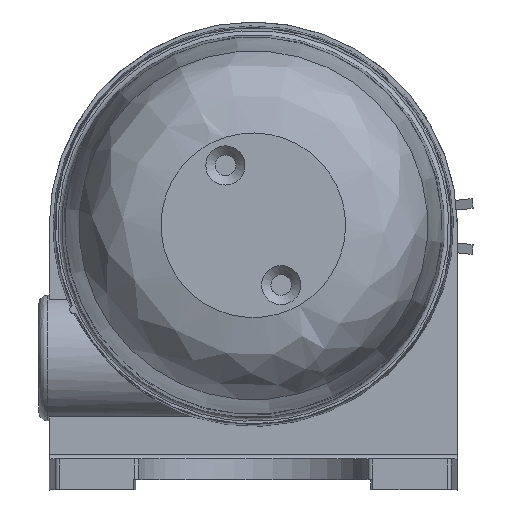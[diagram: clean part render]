
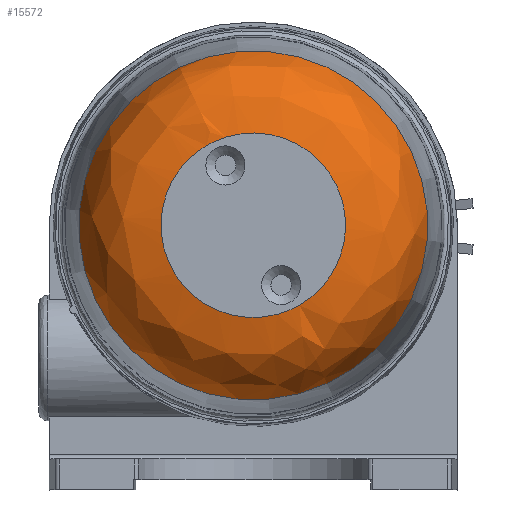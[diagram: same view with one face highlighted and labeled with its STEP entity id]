
A CAD part, top view. The second image highlights one B-rep face of the part: STEP entity #15572.
In plain terms, the highlighted free-form (B-spline) face has degree [3, 3] with [4, 7] control points.
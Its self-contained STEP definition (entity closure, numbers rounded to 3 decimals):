
#7242 = CARTESIAN_POINT ( 'NONE',  ( -31.113, -39.205, 150. ) ) ;
#7253 = CARTESIAN_POINT ( 'NONE',  ( 31.113, 39.205, 150. ) ) ;
#7259 = CARTESIAN_POINT ( 'NONE',  ( -9.46, 20.286, 150. ) ) ;
#7260 = CARTESIAN_POINT ( 'NONE',  ( 50.032, -1.367, 150. ) ) ;
#7263 = CARTESIAN_POINT ( 'NONE',  ( 9.46, -20.286, 150. ) ) ;
#7264 = CARTESIAN_POINT ( 'NONE',  ( -9.46, 20.286, 150. ) ) ;
#7267 = CARTESIAN_POINT ( 'NONE',  ( -50.032, 1.367, 150. ) ) ;
#8248 = CARTESIAN_POINT ( 'NONE',  ( -9.46, 20.286, 150. ) ) ;
#8279 = VERTEX_POINT ( 'NONE', #8248 ) ;
#8323 = CARTESIAN_POINT ( 'NONE',  ( -17.881, 38.347, 131.7 ) ) ;
#8335 = VERTEX_POINT ( 'NONE', #8323 ) ;
#9760 =( BOUNDED_CURVE ( )  B_SPLINE_CURVE ( 3, ( #7259, #7253, #7260, #7263, #7242, #7267, #7264 ),
 .UNSPECIFIED., .T., .T. ) 
 B_SPLINE_CURVE_WITH_KNOTS ( ( 4, 3, 4 ),
 ( 0., 0.5, 1. ),
 .UNSPECIFIED. ) 
 CURVE ( )  GEOMETRIC_REPRESENTATION_ITEM ( )  RATIONAL_B_SPLINE_CURVE ( ( 1., 0.333, 0.333, 1., 0.333, 0.333, 1. ) ) 
 REPRESENTATION_ITEM ( '' )  );
#9769 =( BOUNDED_SURFACE ( )  B_SPLINE_SURFACE ( 3, 3, ( 
 ( #25233, #25243, #25223, #25228, #25197, #25213, #25245 ),
 ( #25191, #25227, #25246, #25203, #25238, #25202, #25236 ),
 ( #25211, #25237, #25212, #25226, #25204, #25201, #25215 ),
 ( #25242, #25231, #25234, #25210, #25217, #25205, #25244 ) ),
 .UNSPECIFIED., .F., .F., .F. ) 
 B_SPLINE_SURFACE_WITH_KNOTS ( ( 4, 4 ),
 ( 4, 3, 4 ),
 ( 0., 1. ),
 ( 0., 0.5, 1. ),
 .UNSPECIFIED. ) 
 GEOMETRIC_REPRESENTATION_ITEM ( )  RATIONAL_B_SPLINE_SURFACE ( (
 ( 1., 0.333, 0.333, 1., 0.333, 0.333, 1.),
 ( 0.824, 0.275, 0.275, 0.824, 0.275, 0.275, 0.824),
 ( 0.824, 0.275, 0.275, 0.824, 0.275, 0.275, 0.824),
 ( 1., 0.333, 0.333, 1., 0.333, 0.333, 1.) ) ) 
 REPRESENTATION_ITEM ( '' )  SURFACE ( )  );
#10191 = AXIS2_PLACEMENT_3D ( 'NONE', #19243, #19269, #19280 ) ;
#10218 = CIRCLE ( 'NONE', #10191, 42.311 ) ;
#14122 = EDGE_CURVE ( 'NONE', #8279, #8279, #9760, .T. ) ;
#14183 = EDGE_CURVE ( 'NONE', #8335, #8335, #10218, .T. ) ;
#15572 = ADVANCED_FACE ( 'NONE', ( #25209, #25235 ), #9769, .T. ) ;
#19243 = CARTESIAN_POINT ( 'NONE',  ( 0., 0., 131.7 ) ) ;
#19269 = DIRECTION ( 'NONE',  ( 0., 0., -1. ) ) ;
#19280 = DIRECTION ( 'NONE',  ( -0.423, 0.906, 0. ) ) ;
#25191 = CARTESIAN_POINT ( 'NONE',  ( -17.488, 37.504, 142.6 ) ) ;
#25197 = CARTESIAN_POINT ( 'NONE',  ( -58.812, -74.11, 131.7 ) ) ;
#25201 = CARTESIAN_POINT ( 'NONE',  ( -74.486, 2.035, 150. ) ) ;
#25202 = CARTESIAN_POINT ( 'NONE',  ( -92.497, 2.527, 142.6 ) ) ;
#25203 = CARTESIAN_POINT ( 'NONE',  ( 17.488, -37.504, 142.6 ) ) ;
#25204 = CARTESIAN_POINT ( 'NONE',  ( -46.319, -58.367, 150. ) ) ;
#25205 = CARTESIAN_POINT ( 'NONE',  ( -50.032, 1.367, 150. ) ) ;
#25209 = FACE_OUTER_BOUND ( 'NONE', #28663, .T. ) ;
#25210 = CARTESIAN_POINT ( 'NONE',  ( 9.46, -20.286, 150. ) ) ;
#25211 = CARTESIAN_POINT ( 'NONE',  ( -14.083, 30.201, 150. ) ) ;
#25212 = CARTESIAN_POINT ( 'NONE',  ( 74.486, -2.035, 150. ) ) ;
#25213 = CARTESIAN_POINT ( 'NONE',  ( -94.575, 2.584, 131.7 ) ) ;
#25215 = CARTESIAN_POINT ( 'NONE',  ( -14.083, 30.201, 150. ) ) ;
#25217 = CARTESIAN_POINT ( 'NONE',  ( -31.113, -39.205, 150. ) ) ;
#25223 = CARTESIAN_POINT ( 'NONE',  ( 94.575, -2.584, 131.7 ) ) ;
#25226 = CARTESIAN_POINT ( 'NONE',  ( 14.083, -30.201, 150. ) ) ;
#25227 = CARTESIAN_POINT ( 'NONE',  ( 57.52, 72.481, 142.6 ) ) ;
#25228 = CARTESIAN_POINT ( 'NONE',  ( 17.881, -38.347, 131.7 ) ) ;
#25231 = CARTESIAN_POINT ( 'NONE',  ( 31.113, 39.205, 150. ) ) ;
#25233 = CARTESIAN_POINT ( 'NONE',  ( -17.881, 38.347, 131.7 ) ) ;
#25234 = CARTESIAN_POINT ( 'NONE',  ( 50.032, -1.367, 150. ) ) ;
#25235 = FACE_OUTER_BOUND ( 'NONE', #28665, .T. ) ;
#25236 = CARTESIAN_POINT ( 'NONE',  ( -17.488, 37.504, 142.6 ) ) ;
#25237 = CARTESIAN_POINT ( 'NONE',  ( 46.319, 58.367, 150. ) ) ;
#25238 = CARTESIAN_POINT ( 'NONE',  ( -57.52, -72.481, 142.6 ) ) ;
#25242 = CARTESIAN_POINT ( 'NONE',  ( -9.46, 20.286, 150. ) ) ;
#25243 = CARTESIAN_POINT ( 'NONE',  ( 58.812, 74.11, 131.7 ) ) ;
#25244 = CARTESIAN_POINT ( 'NONE',  ( -9.46, 20.286, 150. ) ) ;
#25245 = CARTESIAN_POINT ( 'NONE',  ( -17.881, 38.347, 131.7 ) ) ;
#25246 = CARTESIAN_POINT ( 'NONE',  ( 92.497, -2.527, 142.6 ) ) ;
#28663 = EDGE_LOOP ( 'NONE', ( #30804 ) ) ;
#28665 = EDGE_LOOP ( 'NONE', ( #30766 ) ) ;
#30766 = ORIENTED_EDGE ( 'NONE', *, *, #14183, .F. ) ;
#30804 = ORIENTED_EDGE ( 'NONE', *, *, #14122, .T. ) ;
